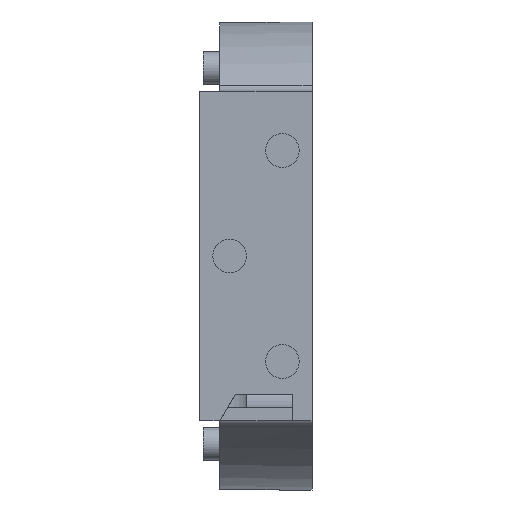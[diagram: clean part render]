
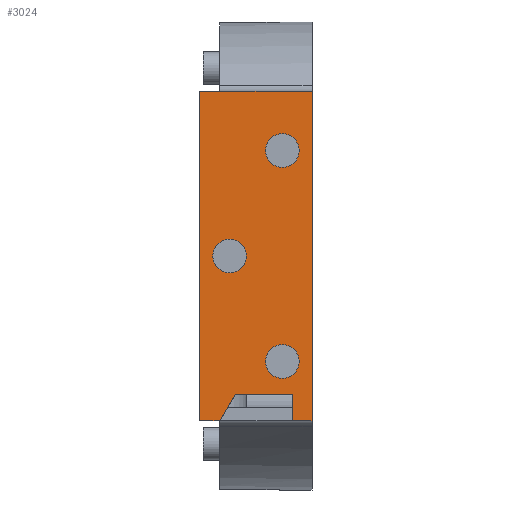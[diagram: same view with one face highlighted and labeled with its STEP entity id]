
A CAD part, left-side view. The second image highlights one B-rep face of the part: STEP entity #3024.
In plain terms, the highlighted planar face has unit normal (-1, 0, 0).
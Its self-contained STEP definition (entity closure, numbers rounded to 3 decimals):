
#10 = CARTESIAN_POINT ( 'NONE',  ( -99.5, -2.5, 13.45 ) ) ;
#22 = LINE ( 'NONE', #1387, #2665 ) ;
#37 = DIRECTION ( 'NONE',  ( 0., -0.5, 0.866 ) ) ;
#39 = CARTESIAN_POINT ( 'NONE',  ( -99.5, 5.5, 0. ) ) ;
#58 = DIRECTION ( 'NONE',  ( 0., 0., 1. ) ) ;
#80 = EDGE_CURVE ( 'NONE', #2730, #2215, #3109, .T. ) ;
#217 = LINE ( 'NONE', #233, #276 ) ;
#233 = CARTESIAN_POINT ( 'NONE',  ( -99.5, -4., -21. ) ) ;
#267 = PLANE ( 'NONE',  #404 ) ;
#276 = VECTOR ( 'NONE', #3175, 1000. ) ;
#283 = LINE ( 'NONE', #1047, #1886 ) ;
#285 = CARTESIAN_POINT ( 'NONE',  ( -99.5, -2.5, 16. ) ) ;
#312 = CARTESIAN_POINT ( 'NONE',  ( -99.5, -7., -25. ) ) ;
#351 = DIRECTION ( 'NONE',  ( -1., 0., 0. ) ) ;
#377 = AXIS2_PLACEMENT_3D ( 'NONE', #2429, #1592, #490 ) ;
#397 = DIRECTION ( 'NONE',  ( 0., -1., 0. ) ) ;
#404 = AXIS2_PLACEMENT_3D ( 'NONE', #2144, #1084, #839 ) ;
#412 = EDGE_CURVE ( 'NONE', #2388, #2527, #2143, .T. ) ;
#488 = CARTESIAN_POINT ( 'NONE',  ( -99.5, 10., 25. ) ) ;
#489 = VECTOR ( 'NONE', #2459, 1000. ) ;
#490 = DIRECTION ( 'NONE',  ( 0., 0., 1. ) ) ;
#518 = AXIS2_PLACEMENT_3D ( 'NONE', #1219, #351, #3366 ) ;
#607 = EDGE_CURVE ( 'NONE', #3259, #2730, #217, .T. ) ;
#628 = AXIS2_PLACEMENT_3D ( 'NONE', #3338, #2007, #1229 ) ;
#749 = DIRECTION ( 'NONE',  ( 0., 1., 0. ) ) ;
#839 = DIRECTION ( 'NONE',  ( 0., 0., 1. ) ) ;
#859 = VERTEX_POINT ( 'NONE', #3051 ) ;
#928 = VERTEX_POINT ( 'NONE', #3474 ) ;
#939 = ORIENTED_EDGE ( 'NONE', *, *, #412, .F. ) ;
#1023 = EDGE_LOOP ( 'NONE', ( #1410, #1490 ) ) ;
#1047 = CARTESIAN_POINT ( 'NONE',  ( -99.5, 7., -25.07 ) ) ;
#1050 = EDGE_CURVE ( 'NONE', #3281, #859, #22, .T. ) ;
#1084 = DIRECTION ( 'NONE',  ( -1., 0., 0. ) ) ;
#1109 = CARTESIAN_POINT ( 'NONE',  ( -99.5, -7., -25. ) ) ;
#1182 = AXIS2_PLACEMENT_3D ( 'NONE', #3168, #2625, #2048 ) ;
#1201 = DIRECTION ( 'NONE',  ( 0., 1., 0. ) ) ;
#1204 = VECTOR ( 'NONE', #1201, 1000. ) ;
#1214 = CIRCLE ( 'NONE', #377, 2.55 ) ;
#1219 = CARTESIAN_POINT ( 'NONE',  ( -99.5, -2.5, -16. ) ) ;
#1229 = DIRECTION ( 'NONE',  ( 0., 0., 1. ) ) ;
#1236 = LINE ( 'NONE', #2316, #3297 ) ;
#1270 = EDGE_CURVE ( 'NONE', #3259, #928, #2555, .T. ) ;
#1349 = CARTESIAN_POINT ( 'NONE',  ( -99.5, 5.5, -2.55 ) ) ;
#1351 = DIRECTION ( 'NONE',  ( -1., 0., 0. ) ) ;
#1361 = CARTESIAN_POINT ( 'NONE',  ( -99.5, 5.5, 2.55 ) ) ;
#1373 = ORIENTED_EDGE ( 'NONE', *, *, #2115, .T. ) ;
#1387 = CARTESIAN_POINT ( 'NONE',  ( -99.5, 10., -25. ) ) ;
#1405 = FACE_BOUND ( 'NONE', #2227, .T. ) ;
#1410 = ORIENTED_EDGE ( 'NONE', *, *, #3344, .F. ) ;
#1437 = EDGE_CURVE ( 'NONE', #2726, #3399, #1236, .T. ) ;
#1439 = ORIENTED_EDGE ( 'NONE', *, *, #3226, .F. ) ;
#1490 = ORIENTED_EDGE ( 'NONE', *, *, #3123, .F. ) ;
#1502 = CARTESIAN_POINT ( 'NONE',  ( -99.5, 10., -25. ) ) ;
#1515 = ORIENTED_EDGE ( 'NONE', *, *, #80, .T. ) ;
#1516 = CARTESIAN_POINT ( 'NONE',  ( -99.5, 10., -25. ) ) ;
#1535 = EDGE_LOOP ( 'NONE', ( #3407, #1373, #3326, #2416, #1515, #2287, #1707, #1570 ) ) ;
#1570 = ORIENTED_EDGE ( 'NONE', *, *, #1911, .T. ) ;
#1580 = AXIS2_PLACEMENT_3D ( 'NONE', #39, #2177, #58 ) ;
#1592 = DIRECTION ( 'NONE',  ( -1., 0., 0. ) ) ;
#1693 = AXIS2_PLACEMENT_3D ( 'NONE', #285, #1351, #2737 ) ;
#1707 = ORIENTED_EDGE ( 'NONE', *, *, #1437, .T. ) ;
#1751 = DIRECTION ( 'NONE',  ( 0., 0., -1. ) ) ;
#1779 = VERTEX_POINT ( 'NONE', #10 ) ;
#1808 = EDGE_LOOP ( 'NONE', ( #2350, #2765 ) ) ;
#1810 = CARTESIAN_POINT ( 'NONE',  ( -99.5, -2.5, -13.45 ) ) ;
#1886 = VECTOR ( 'NONE', #37, 1000. ) ;
#1911 = EDGE_CURVE ( 'NONE', #3399, #3281, #2318, .T. ) ;
#1950 = FACE_BOUND ( 'NONE', #1023, .T. ) ;
#1973 = LINE ( 'NONE', #312, #489 ) ;
#2007 = DIRECTION ( 'NONE',  ( -1., 0., 0. ) ) ;
#2048 = DIRECTION ( 'NONE',  ( 0., 0., 1. ) ) ;
#2115 = EDGE_CURVE ( 'NONE', #859, #928, #283, .T. ) ;
#2119 = VERTEX_POINT ( 'NONE', #1349 ) ;
#2124 = VECTOR ( 'NONE', #1751, 1000. ) ;
#2143 = CIRCLE ( 'NONE', #628, 2.55 ) ;
#2144 = CARTESIAN_POINT ( 'NONE',  ( -99.5, 0., 0. ) ) ;
#2157 = EDGE_CURVE ( 'NONE', #1779, #3136, #1214, .T. ) ;
#2160 = FACE_OUTER_BOUND ( 'NONE', #1535, .T. ) ;
#2177 = DIRECTION ( 'NONE',  ( -1., 0., 0. ) ) ;
#2190 = VERTEX_POINT ( 'NONE', #1361 ) ;
#2215 = VERTEX_POINT ( 'NONE', #1109 ) ;
#2227 = EDGE_LOOP ( 'NONE', ( #1439, #939 ) ) ;
#2258 = CIRCLE ( 'NONE', #1182, 2.55 ) ;
#2264 = EDGE_CURVE ( 'NONE', #2215, #2726, #1973, .T. ) ;
#2287 = ORIENTED_EDGE ( 'NONE', *, *, #2264, .T. ) ;
#2316 = CARTESIAN_POINT ( 'NONE',  ( -99.5, -7., 25. ) ) ;
#2318 = LINE ( 'NONE', #3369, #2124 ) ;
#2350 = ORIENTED_EDGE ( 'NONE', *, *, #3089, .F. ) ;
#2388 = VERTEX_POINT ( 'NONE', #3339 ) ;
#2392 = VECTOR ( 'NONE', #397, 1000. ) ;
#2416 = ORIENTED_EDGE ( 'NONE', *, *, #607, .T. ) ;
#2429 = CARTESIAN_POINT ( 'NONE',  ( -99.5, -2.5, 16. ) ) ;
#2432 = CIRCLE ( 'NONE', #1693, 2.55 ) ;
#2459 = DIRECTION ( 'NONE',  ( 0., 0., 1. ) ) ;
#2493 = CIRCLE ( 'NONE', #518, 2.55 ) ;
#2527 = VERTEX_POINT ( 'NONE', #1810 ) ;
#2555 = LINE ( 'NONE', #2852, #1204 ) ;
#2579 = CARTESIAN_POINT ( 'NONE',  ( -99.5, -4., -25. ) ) ;
#2625 = DIRECTION ( 'NONE',  ( -1., 0., 0. ) ) ;
#2665 = VECTOR ( 'NONE', #2754, 1000. ) ;
#2726 = VERTEX_POINT ( 'NONE', #3119 ) ;
#2730 = VERTEX_POINT ( 'NONE', #2579 ) ;
#2737 = DIRECTION ( 'NONE',  ( 0., 0., 1. ) ) ;
#2754 = DIRECTION ( 'NONE',  ( 0., -1., 0. ) ) ;
#2765 = ORIENTED_EDGE ( 'NONE', *, *, #2157, .F. ) ;
#2852 = CARTESIAN_POINT ( 'NONE',  ( -99.5, 0., -21. ) ) ;
#3024 = ADVANCED_FACE ( 'NONE', ( #3244, #1950, #1405, #2160 ), #267, .T. ) ;
#3051 = CARTESIAN_POINT ( 'NONE',  ( -99.5, 6.959, -25. ) ) ;
#3089 = EDGE_CURVE ( 'NONE', #3136, #1779, #2432, .T. ) ;
#3097 = CARTESIAN_POINT ( 'NONE',  ( -99.5, -4., -21. ) ) ;
#3109 = LINE ( 'NONE', #1516, #2392 ) ;
#3119 = CARTESIAN_POINT ( 'NONE',  ( -99.5, -7., 25. ) ) ;
#3123 = EDGE_CURVE ( 'NONE', #2119, #2190, #3335, .T. ) ;
#3136 = VERTEX_POINT ( 'NONE', #3384 ) ;
#3168 = CARTESIAN_POINT ( 'NONE',  ( -99.5, 5.5, 0. ) ) ;
#3175 = DIRECTION ( 'NONE',  ( 0., 0., -1. ) ) ;
#3226 = EDGE_CURVE ( 'NONE', #2527, #2388, #2493, .T. ) ;
#3244 = FACE_BOUND ( 'NONE', #1808, .T. ) ;
#3259 = VERTEX_POINT ( 'NONE', #3097 ) ;
#3281 = VERTEX_POINT ( 'NONE', #1502 ) ;
#3297 = VECTOR ( 'NONE', #749, 1000. ) ;
#3326 = ORIENTED_EDGE ( 'NONE', *, *, #1270, .F. ) ;
#3335 = CIRCLE ( 'NONE', #1580, 2.55 ) ;
#3338 = CARTESIAN_POINT ( 'NONE',  ( -99.5, -2.5, -16. ) ) ;
#3339 = CARTESIAN_POINT ( 'NONE',  ( -99.5, -2.5, -18.55 ) ) ;
#3344 = EDGE_CURVE ( 'NONE', #2190, #2119, #2258, .T. ) ;
#3366 = DIRECTION ( 'NONE',  ( 0., 0., 1. ) ) ;
#3369 = CARTESIAN_POINT ( 'NONE',  ( -99.5, 10., 25. ) ) ;
#3384 = CARTESIAN_POINT ( 'NONE',  ( -99.5, -2.5, 18.55 ) ) ;
#3399 = VERTEX_POINT ( 'NONE', #488 ) ;
#3407 = ORIENTED_EDGE ( 'NONE', *, *, #1050, .T. ) ;
#3474 = CARTESIAN_POINT ( 'NONE',  ( -99.5, 4.65, -21. ) ) ;
